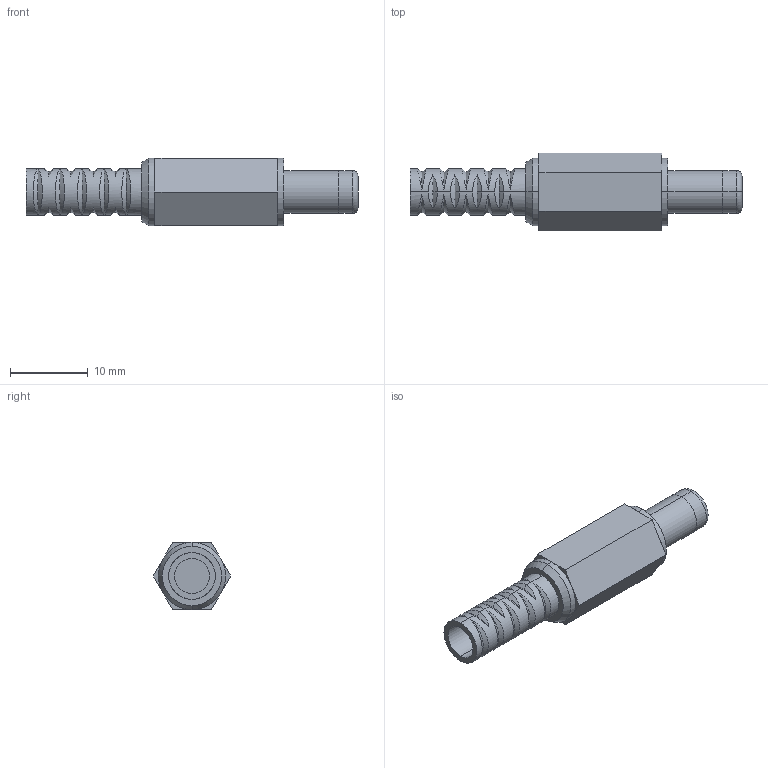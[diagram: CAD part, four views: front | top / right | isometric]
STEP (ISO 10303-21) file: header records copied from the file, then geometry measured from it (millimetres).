
FILE_DESCRIPTION (( 'STEP AP214' ), '1' );
FILE_NAME ('EP501-A.STEP', '2020-02-02T08:37:17', ( '' ), ( '' ), 'SwSTEP 2.0', 'SolidWorks 2017', '' );
FILE_SCHEMA (( 'AUTOMOTIVE_DESIGN' ));
Length unit declared in the file: millimetre
Products named in the file (1): EP501-A
Bounding box: 42.8 x 10 x 8.66 mm (x, y, z)
Volume: 1529.4 mm3; surface area: 1586.8 mm2
Topology: 3 solids, 3 shells, 102 faces, 210 edges, 130 vertices
Faces by surface type: cone 48, plane 30, cylinder 22, torus 2
Entity records: 3500 total; most frequent: CARTESIAN_POINT 1311, DIRECTION 450, ORIENTED_EDGE 420, EDGE_CURVE 210, AXIS2_PLACEMENT_3D 189, VERTEX_POINT 130, EDGE_LOOP 120, ADVANCED_FACE 102
